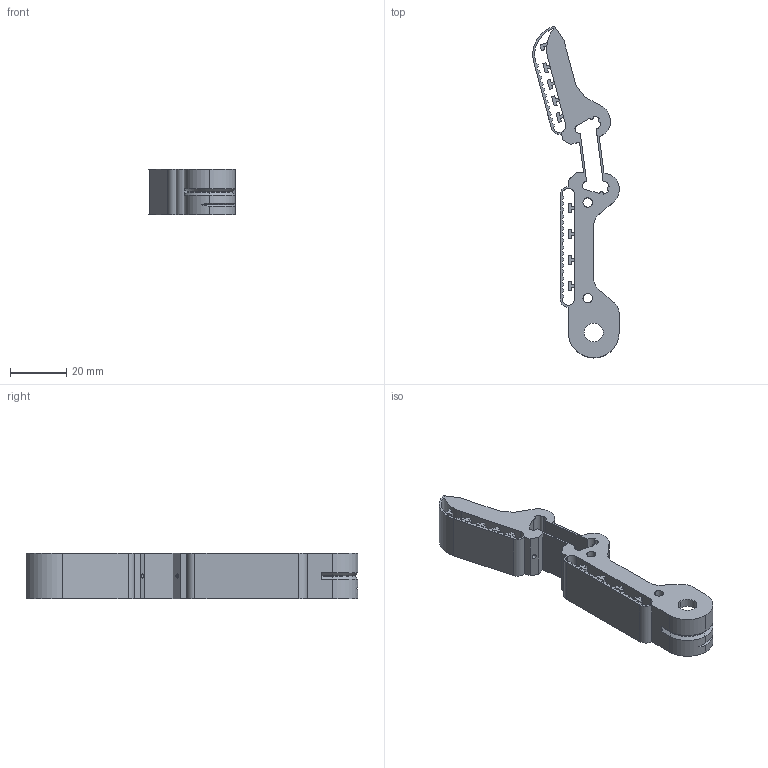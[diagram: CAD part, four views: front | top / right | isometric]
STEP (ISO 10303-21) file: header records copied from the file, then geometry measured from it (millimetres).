
FILE_DESCRIPTION (( 'STEP AP203' ), '1' );
FILE_NAME ('finger_pf_ext_o.STEP', '2015-02-27T23:19:30', ( '' ), ( '' ), 'SwSTEP 2.0', 'SolidWorks 2013', '' );
FILE_SCHEMA (( 'CONFIG_CONTROL_DESIGN' ));
Length unit declared in the file: millimetre
Products named in the file (1): finger_pf_ext_o
Bounding box: 30.59 x 117.65 x 16 mm (x, y, z)
Volume: 14992.8 mm3; surface area: 13251.3 mm2
Topology: 1 solids, 1 shells, 300 faces, 868 edges, 572 vertices
Faces by surface type: plane 239, cylinder 50, cone 11
Entity records: 9845 total; most frequent: CARTESIAN_POINT 1761, ORIENTED_EDGE 1724, DIRECTION 1576, EDGE_CURVE 862, VECTOR 738, LINE 738, VERTEX_POINT 572, AXIS2_PLACEMENT_3D 419
